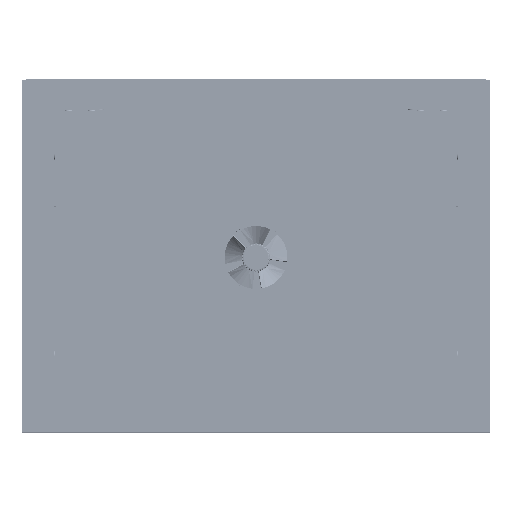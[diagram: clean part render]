
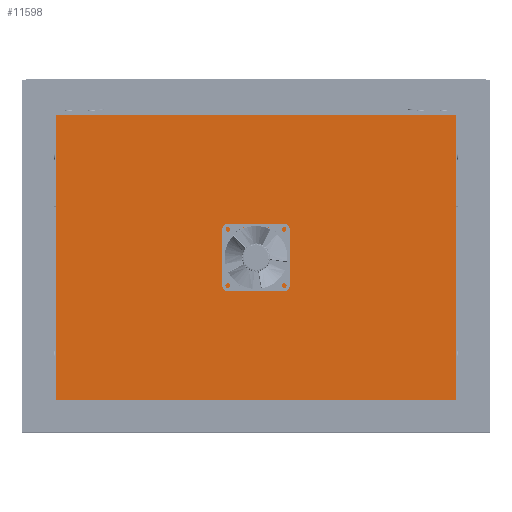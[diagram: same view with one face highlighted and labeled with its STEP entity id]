
A CAD part, top view. The second image highlights one B-rep face of the part: STEP entity #11598.
In plain terms, the highlighted face is planar.
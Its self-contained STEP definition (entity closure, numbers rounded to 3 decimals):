
#336=FACE_BOUND('',#3076,.T.);
#1797=CIRCLE('',#12635,29.);
#2467=FACE_OUTER_BOUND('',#3075,.T.);
#3075=EDGE_LOOP('',(#8679,#8680,#8681,#8682));
#3076=EDGE_LOOP('',(#8683));
#3923=LINE('',#18103,#4890);
#3924=LINE('',#18106,#4891);
#3925=LINE('',#18108,#4892);
#3926=LINE('',#18109,#4893);
#4890=VECTOR('',#14490,10.);
#4891=VECTOR('',#14493,10.);
#4892=VECTOR('',#14494,10.);
#4893=VECTOR('',#14495,10.);
#5749=VERTEX_POINT('',#18084);
#5755=VERTEX_POINT('',#18099);
#5756=VERTEX_POINT('',#18101);
#5757=VERTEX_POINT('',#18105);
#5758=VERTEX_POINT('',#18107);
#6853=EDGE_CURVE('',#5749,#5749,#1797,.T.);
#6862=EDGE_CURVE('',#5755,#5756,#3923,.T.);
#6863=EDGE_CURVE('',#5755,#5757,#3924,.T.);
#6864=EDGE_CURVE('',#5758,#5756,#3925,.T.);
#6865=EDGE_CURVE('',#5757,#5758,#3926,.T.);
#8679=ORIENTED_EDGE('',*,*,#6863,.F.);
#8680=ORIENTED_EDGE('',*,*,#6862,.T.);
#8681=ORIENTED_EDGE('',*,*,#6864,.F.);
#8682=ORIENTED_EDGE('',*,*,#6865,.F.);
#8683=ORIENTED_EDGE('',*,*,#6853,.T.);
#11174=PLANE('',#12639);
#11598=ADVANCED_FACE('',(#2467,#336),#11174,.T.);
#12635=AXIS2_PLACEMENT_3D('',#18085,#14475,#14476);
#12639=AXIS2_PLACEMENT_3D('',#18104,#14491,#14492);
#14475=DIRECTION('center_axis',(1.,0.,0.));
#14476=DIRECTION('ref_axis',(0.,0.,1.));
#14490=DIRECTION('',(0.,1.,0.));
#14491=DIRECTION('center_axis',(-1.,0.,0.));
#14492=DIRECTION('ref_axis',(0.,0.,1.));
#14493=DIRECTION('',(0.,0.,-1.));
#14494=DIRECTION('',(0.,0.,1.));
#14495=DIRECTION('',(0.,1.,0.));
#18084=CARTESIAN_POINT('',(-3.,126.5,-207.));
#18085=CARTESIAN_POINT('Origin',(-3.,126.5,-178.));
#18099=CARTESIAN_POINT('',(-3.,0.,0.));
#18101=CARTESIAN_POINT('',(-3.,253.,0.));
#18103=CARTESIAN_POINT('',(-3.,0.,0.));
#18104=CARTESIAN_POINT('Origin',(-3.,0.,-356.));
#18105=CARTESIAN_POINT('',(-3.,0.,-356.));
#18106=CARTESIAN_POINT('',(-3.,0.,0.));
#18107=CARTESIAN_POINT('',(-3.,253.,-356.));
#18108=CARTESIAN_POINT('',(-3.,253.,0.));
#18109=CARTESIAN_POINT('',(-3.,0.,-356.));
